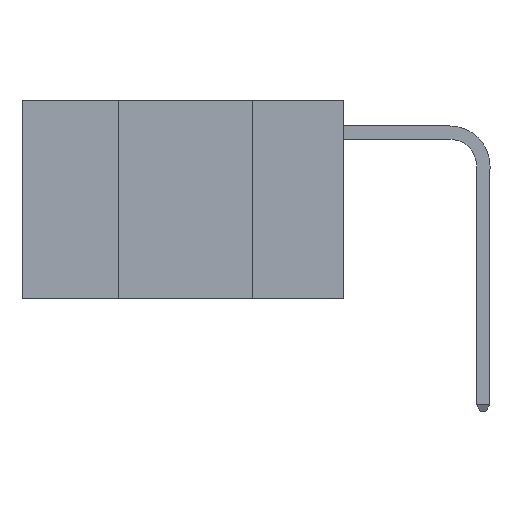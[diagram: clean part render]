
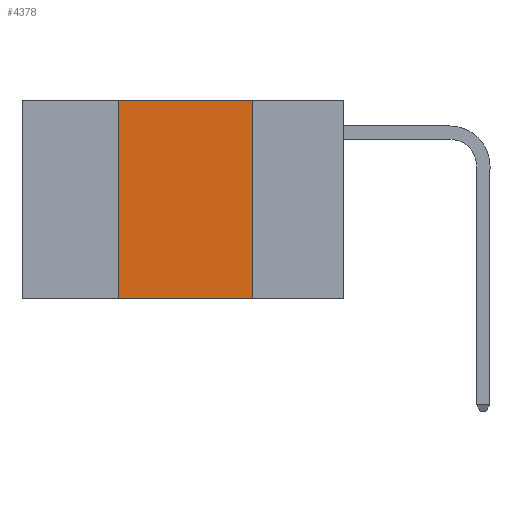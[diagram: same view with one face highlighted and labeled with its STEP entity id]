
A CAD part, left-side view. The second image highlights one B-rep face of the part: STEP entity #4378.
In plain terms, the highlighted planar face has unit normal (-1, 0, 0).
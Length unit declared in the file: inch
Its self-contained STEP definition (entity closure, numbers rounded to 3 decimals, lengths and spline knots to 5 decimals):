
#189 = EDGE_CURVE ( 'NONE', #510, #5926, #11348, .T. ) ;
#258 = VERTEX_POINT ( 'NONE', #9036 ) ;
#285 = VERTEX_POINT ( 'NONE', #1845 ) ;
#308 = LINE ( 'NONE', #11467, #10372 ) ;
#401 = LINE ( 'NONE', #8606, #7501 ) ;
#510 = VERTEX_POINT ( 'NONE', #2781 ) ;
#611 = EDGE_CURVE ( 'NONE', #258, #5926, #308, .T. ) ;
#950 = VECTOR ( 'NONE', #11502, 39.37008 ) ;
#1264 = LINE ( 'NONE', #11637, #950 ) ;
#1343 = CARTESIAN_POINT ( 'NONE',  ( 0., 0.6, -0.37 ) ) ;
#1493 = CARTESIAN_POINT ( 'NONE',  ( 0., 0.17, -0.37 ) ) ;
#1845 = CARTESIAN_POINT ( 'NONE',  ( 0., 0.42, 0. ) ) ;
#2781 = CARTESIAN_POINT ( 'NONE',  ( 0., 0.42, -0.37 ) ) ;
#3950 = DIRECTION ( 'NONE',  ( 0., 0., 1. ) ) ;
#4378 = ADVANCED_FACE ( 'NONE', ( #5351 ), #8987, .F. ) ;
#5048 = ORIENTED_EDGE ( 'NONE', *, *, #611, .F. ) ;
#5101 = ORIENTED_EDGE ( 'NONE', *, *, #11515, .F. ) ;
#5135 = ORIENTED_EDGE ( 'NONE', *, *, #7810, .F. ) ;
#5189 = ORIENTED_EDGE ( 'NONE', *, *, #189, .T. ) ;
#5351 = FACE_OUTER_BOUND ( 'NONE', #5561, .T. ) ;
#5561 = EDGE_LOOP ( 'NONE', ( #5048, #5135, #5101, #5189 ) ) ;
#5926 = VERTEX_POINT ( 'NONE', #1493 ) ;
#7501 = VECTOR ( 'NONE', #3950, 39.37008 ) ;
#7810 = EDGE_CURVE ( 'NONE', #285, #258, #1264, .T. ) ;
#8605 = DIRECTION ( 'NONE',  ( 0., -1., 0. ) ) ;
#8606 = CARTESIAN_POINT ( 'NONE',  ( 0., 0.42, 0. ) ) ;
#8904 = AXIS2_PLACEMENT_3D ( 'NONE', #9020, #8973, #8909 ) ;
#8909 = DIRECTION ( 'NONE',  ( 0., 0., -1. ) ) ;
#8973 = DIRECTION ( 'NONE',  ( 1., 0., 0. ) ) ;
#8987 = PLANE ( 'NONE',  #8904 ) ;
#8997 = DIRECTION ( 'NONE',  ( 0., 0., -1. ) ) ;
#9020 = CARTESIAN_POINT ( 'NONE',  ( 0., 0.6, 0. ) ) ;
#9036 = CARTESIAN_POINT ( 'NONE',  ( 0., 0.17, 0. ) ) ;
#10372 = VECTOR ( 'NONE', #8997, 39.37008 ) ;
#11114 = VECTOR ( 'NONE', #8605, 39.37008 ) ;
#11348 = LINE ( 'NONE', #1343, #11114 ) ;
#11467 = CARTESIAN_POINT ( 'NONE',  ( 0., 0.17, 0. ) ) ;
#11502 = DIRECTION ( 'NONE',  ( 0., -1., 0. ) ) ;
#11515 = EDGE_CURVE ( 'NONE', #510, #285, #401, .T. ) ;
#11637 = CARTESIAN_POINT ( 'NONE',  ( 0., 0.6, 0. ) ) ;
